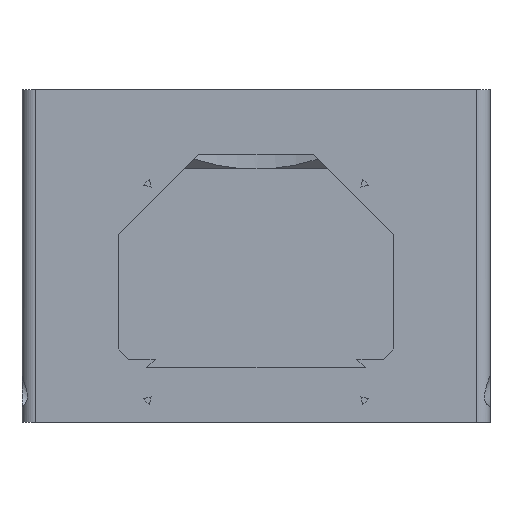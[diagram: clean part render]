
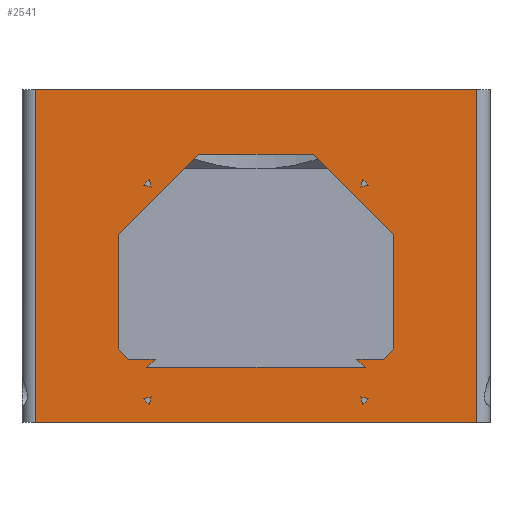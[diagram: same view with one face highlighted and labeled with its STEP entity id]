
A CAD part, front view. The second image highlights one B-rep face of the part: STEP entity #2541.
In plain terms, the highlighted planar face has unit normal (0, -1, 0).
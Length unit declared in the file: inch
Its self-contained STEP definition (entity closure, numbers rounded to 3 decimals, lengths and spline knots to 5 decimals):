
#63=FACE_BOUND('',#383,.T.);
#64=FACE_BOUND('',#384,.T.);
#65=FACE_BOUND('',#385,.T.);
#66=FACE_BOUND('',#386,.T.);
#67=FACE_BOUND('',#387,.T.);
#123=PLANE('',#2753);
#233=FACE_OUTER_BOUND('',#382,.T.);
#382=EDGE_LOOP('',(#1927,#1928,#1929,#1930));
#383=EDGE_LOOP('',(#1931,#1932,#1933));
#384=EDGE_LOOP('',(#1934,#1935,#1936));
#385=EDGE_LOOP('',(#1937,#1938,#1939));
#386=EDGE_LOOP('',(#1940,#1941,#1942));
#387=EDGE_LOOP('',(#1943,#1944,#1945,#1946,#1947,#1948,#1949,#1950,#1951,
#1952,#1953,#1954));
#546=LINE('',#3898,#798);
#554=LINE('',#3936,#806);
#593=LINE('',#4039,#845);
#594=LINE('',#4040,#846);
#595=LINE('',#4043,#847);
#596=LINE('',#4045,#848);
#597=LINE('',#4046,#849);
#598=LINE('',#4049,#850);
#599=LINE('',#4051,#851);
#600=LINE('',#4052,#852);
#601=LINE('',#4055,#853);
#602=LINE('',#4057,#854);
#603=LINE('',#4058,#855);
#604=LINE('',#4061,#856);
#605=LINE('',#4063,#857);
#606=LINE('',#4064,#858);
#607=LINE('',#4067,#859);
#608=LINE('',#4069,#860);
#609=LINE('',#4071,#861);
#610=LINE('',#4073,#862);
#611=LINE('',#4075,#863);
#612=LINE('',#4077,#864);
#613=LINE('',#4079,#865);
#614=LINE('',#4081,#866);
#615=LINE('',#4083,#867);
#616=LINE('',#4085,#868);
#617=LINE('',#4087,#869);
#618=LINE('',#4088,#870);
#798=VECTOR('',#3099,0.3937);
#806=VECTOR('',#3135,0.3937);
#845=VECTOR('',#3226,0.3937);
#846=VECTOR('',#3227,0.3937);
#847=VECTOR('',#3228,0.3937);
#848=VECTOR('',#3229,0.3937);
#849=VECTOR('',#3230,0.3937);
#850=VECTOR('',#3231,0.3937);
#851=VECTOR('',#3232,0.3937);
#852=VECTOR('',#3233,0.3937);
#853=VECTOR('',#3234,0.3937);
#854=VECTOR('',#3235,0.3937);
#855=VECTOR('',#3236,0.3937);
#856=VECTOR('',#3237,0.3937);
#857=VECTOR('',#3238,0.3937);
#858=VECTOR('',#3239,0.3937);
#859=VECTOR('',#3240,0.3937);
#860=VECTOR('',#3241,0.3937);
#861=VECTOR('',#3242,0.3937);
#862=VECTOR('',#3243,0.3937);
#863=VECTOR('',#3244,0.3937);
#864=VECTOR('',#3245,0.3937);
#865=VECTOR('',#3246,0.3937);
#866=VECTOR('',#3247,0.3937);
#867=VECTOR('',#3248,0.3937);
#868=VECTOR('',#3249,0.3937);
#869=VECTOR('',#3250,0.3937);
#870=VECTOR('',#3251,0.3937);
#1123=VERTEX_POINT('',#3895);
#1124=VERTEX_POINT('',#3897);
#1140=VERTEX_POINT('',#3935);
#1178=VERTEX_POINT('',#4038);
#1179=VERTEX_POINT('',#4041);
#1180=VERTEX_POINT('',#4042);
#1181=VERTEX_POINT('',#4044);
#1182=VERTEX_POINT('',#4047);
#1183=VERTEX_POINT('',#4048);
#1184=VERTEX_POINT('',#4050);
#1185=VERTEX_POINT('',#4053);
#1186=VERTEX_POINT('',#4054);
#1187=VERTEX_POINT('',#4056);
#1188=VERTEX_POINT('',#4059);
#1189=VERTEX_POINT('',#4060);
#1190=VERTEX_POINT('',#4062);
#1191=VERTEX_POINT('',#4065);
#1192=VERTEX_POINT('',#4066);
#1193=VERTEX_POINT('',#4068);
#1194=VERTEX_POINT('',#4070);
#1195=VERTEX_POINT('',#4072);
#1196=VERTEX_POINT('',#4074);
#1197=VERTEX_POINT('',#4076);
#1198=VERTEX_POINT('',#4078);
#1199=VERTEX_POINT('',#4080);
#1200=VERTEX_POINT('',#4082);
#1201=VERTEX_POINT('',#4084);
#1202=VERTEX_POINT('',#4086);
#1389=EDGE_CURVE('',#1123,#1124,#546,.T.);
#1406=EDGE_CURVE('',#1124,#1140,#554,.T.);
#1459=EDGE_CURVE('',#1123,#1178,#593,.T.);
#1460=EDGE_CURVE('',#1140,#1178,#594,.T.);
#1461=EDGE_CURVE('',#1179,#1180,#595,.T.);
#1462=EDGE_CURVE('',#1180,#1181,#596,.T.);
#1463=EDGE_CURVE('',#1181,#1179,#597,.T.);
#1464=EDGE_CURVE('',#1182,#1183,#598,.T.);
#1465=EDGE_CURVE('',#1183,#1184,#599,.T.);
#1466=EDGE_CURVE('',#1184,#1182,#600,.T.);
#1467=EDGE_CURVE('',#1185,#1186,#601,.T.);
#1468=EDGE_CURVE('',#1186,#1187,#602,.T.);
#1469=EDGE_CURVE('',#1187,#1185,#603,.T.);
#1470=EDGE_CURVE('',#1188,#1189,#604,.T.);
#1471=EDGE_CURVE('',#1189,#1190,#605,.T.);
#1472=EDGE_CURVE('',#1190,#1188,#606,.T.);
#1473=EDGE_CURVE('',#1191,#1192,#607,.T.);
#1474=EDGE_CURVE('',#1192,#1193,#608,.T.);
#1475=EDGE_CURVE('',#1193,#1194,#609,.T.);
#1476=EDGE_CURVE('',#1194,#1195,#610,.T.);
#1477=EDGE_CURVE('',#1195,#1196,#611,.T.);
#1478=EDGE_CURVE('',#1196,#1197,#612,.T.);
#1479=EDGE_CURVE('',#1197,#1198,#613,.T.);
#1480=EDGE_CURVE('',#1198,#1199,#614,.T.);
#1481=EDGE_CURVE('',#1199,#1200,#615,.T.);
#1482=EDGE_CURVE('',#1200,#1201,#616,.T.);
#1483=EDGE_CURVE('',#1201,#1202,#617,.T.);
#1484=EDGE_CURVE('',#1202,#1191,#618,.T.);
#1927=ORIENTED_EDGE('',*,*,#1406,.F.);
#1928=ORIENTED_EDGE('',*,*,#1389,.F.);
#1929=ORIENTED_EDGE('',*,*,#1459,.T.);
#1930=ORIENTED_EDGE('',*,*,#1460,.F.);
#1931=ORIENTED_EDGE('',*,*,#1461,.T.);
#1932=ORIENTED_EDGE('',*,*,#1462,.T.);
#1933=ORIENTED_EDGE('',*,*,#1463,.T.);
#1934=ORIENTED_EDGE('',*,*,#1464,.T.);
#1935=ORIENTED_EDGE('',*,*,#1465,.T.);
#1936=ORIENTED_EDGE('',*,*,#1466,.T.);
#1937=ORIENTED_EDGE('',*,*,#1467,.T.);
#1938=ORIENTED_EDGE('',*,*,#1468,.T.);
#1939=ORIENTED_EDGE('',*,*,#1469,.T.);
#1940=ORIENTED_EDGE('',*,*,#1470,.T.);
#1941=ORIENTED_EDGE('',*,*,#1471,.T.);
#1942=ORIENTED_EDGE('',*,*,#1472,.T.);
#1943=ORIENTED_EDGE('',*,*,#1473,.T.);
#1944=ORIENTED_EDGE('',*,*,#1474,.T.);
#1945=ORIENTED_EDGE('',*,*,#1475,.T.);
#1946=ORIENTED_EDGE('',*,*,#1476,.T.);
#1947=ORIENTED_EDGE('',*,*,#1477,.T.);
#1948=ORIENTED_EDGE('',*,*,#1478,.T.);
#1949=ORIENTED_EDGE('',*,*,#1479,.T.);
#1950=ORIENTED_EDGE('',*,*,#1480,.T.);
#1951=ORIENTED_EDGE('',*,*,#1481,.T.);
#1952=ORIENTED_EDGE('',*,*,#1482,.T.);
#1953=ORIENTED_EDGE('',*,*,#1483,.T.);
#1954=ORIENTED_EDGE('',*,*,#1484,.T.);
#2541=ADVANCED_FACE('',(#233,#63,#64,#65,#66,#67),#123,.T.);
#2753=AXIS2_PLACEMENT_3D('',#4037,#3224,#3225);
#3099=DIRECTION('',(0.,0.,-1.));
#3135=DIRECTION('',(-1.,0.,0.));
#3224=DIRECTION('center_axis',(0.,-1.,0.));
#3225=DIRECTION('ref_axis',(-1.,0.,0.));
#3226=DIRECTION('',(-1.,0.,0.));
#3227=DIRECTION('',(0.,0.,1.));
#3228=DIRECTION('',(-0.259,0.,-0.966));
#3229=DIRECTION('',(-0.707,0.,0.707));
#3230=DIRECTION('',(0.966,0.,0.259));
#3231=DIRECTION('',(0.966,0.,-0.259));
#3232=DIRECTION('',(-0.707,0.,-0.707));
#3233=DIRECTION('',(-0.259,0.,0.966));
#3234=DIRECTION('',(-0.966,0.,0.259));
#3235=DIRECTION('',(0.707,0.,0.707));
#3236=DIRECTION('',(0.259,0.,-0.966));
#3237=DIRECTION('',(0.259,0.,0.966));
#3238=DIRECTION('',(0.707,0.,-0.707));
#3239=DIRECTION('',(-0.966,0.,-0.259));
#3240=DIRECTION('',(0.707,0.,0.707));
#3241=DIRECTION('',(-1.,0.,0.));
#3242=DIRECTION('',(-0.707,0.,0.707));
#3243=DIRECTION('',(0.,0.,1.));
#3244=DIRECTION('',(0.707,0.,0.707));
#3245=DIRECTION('',(1.,0.,0.));
#3246=DIRECTION('',(0.707,0.,-0.707));
#3247=DIRECTION('',(0.,0.,-1.));
#3248=DIRECTION('',(-0.707,0.,-0.707));
#3249=DIRECTION('',(-1.,0.,0.));
#3250=DIRECTION('',(0.707,0.,-0.707));
#3251=DIRECTION('',(-1.,0.,0.));
#3895=CARTESIAN_POINT('',(3.14961,-3.34646,-0.86835));
#3897=CARTESIAN_POINT('',(3.14961,-3.34646,-5.62943));
#3898=CARTESIAN_POINT('',(3.14961,-3.34646,-0.86835));
#3935=CARTESIAN_POINT('',(-3.14961,-3.34646,-5.62943));
#3936=CARTESIAN_POINT('',(1.67323,-3.34646,-5.62943));
#4037=CARTESIAN_POINT('Origin',(3.34646,-3.34646,-0.86835));
#4038=CARTESIAN_POINT('',(-3.14961,-3.34646,-0.86835));
#4039=CARTESIAN_POINT('',(3.34646,-3.34646,-0.86835));
#4040=CARTESIAN_POINT('',(-3.14961,-3.34646,-0.86835));
#4041=CARTESIAN_POINT('',(-1.49912,-3.34646,-5.26257));
#4042=CARTESIAN_POINT('',(-1.52824,-3.34646,-5.37125));
#4043=CARTESIAN_POINT('',(-0.78755,-3.34646,-2.60694));
#4044=CARTESIAN_POINT('',(-1.6078,-3.34646,-5.29169));
#4045=CARTESIAN_POINT('',(-1.43529,-3.34646,-5.4642));
#4046=CARTESIAN_POINT('',(1.25631,-3.34646,-4.52425));
#4047=CARTESIAN_POINT('',(1.49912,-3.34646,-5.26257));
#4048=CARTESIAN_POINT('',(1.6078,-3.34646,-5.29169));
#4049=CARTESIAN_POINT('',(1.81164,-3.34646,-5.34631));
#4050=CARTESIAN_POINT('',(1.52824,-3.34646,-5.37125));
#4051=CARTESIAN_POINT('',(3.1483,-3.34646,-3.75119));
#4052=CARTESIAN_POINT('',(1.02628,-3.34646,-3.49789));
#4053=CARTESIAN_POINT('',(-1.49912,-3.34646,-2.26432));
#4054=CARTESIAN_POINT('',(-1.6078,-3.34646,-2.2352));
#4055=CARTESIAN_POINT('',(0.58687,-3.34646,-2.82327));
#4056=CARTESIAN_POINT('',(-1.52824,-3.34646,-2.15564));
#4057=CARTESIAN_POINT('',(-0.02752,-3.34646,-0.65492));
#4058=CARTESIAN_POINT('',(-1.52588,-3.34646,-2.16445));
#4059=CARTESIAN_POINT('',(1.49912,-3.34646,-2.26432));
#4060=CARTESIAN_POINT('',(1.52824,-3.34646,-2.15564));
#4061=CARTESIAN_POINT('',(1.73549,-3.34646,-1.38217));
#4062=CARTESIAN_POINT('',(1.6078,-3.34646,-2.2352));
#4063=CARTESIAN_POINT('',(1.66097,-3.34646,-2.28837));
#4064=CARTESIAN_POINT('',(2.58975,-3.34646,-1.97209));
#4065=CARTESIAN_POINT('',(-1.56103,-3.34646,-4.84203));
#4066=CARTESIAN_POINT('',(-1.44292,-3.34646,-4.72392));
#4067=CARTESIAN_POINT('',(0.65926,-3.34646,-2.62173));
#4068=CARTESIAN_POINT('',(-1.82342,-3.34646,-4.72392));
#4069=CARTESIAN_POINT('',(2.58494,-3.34646,-4.72392));
#4070=CARTESIAN_POINT('',(-1.9685,-3.34646,-4.57883));
#4071=CARTESIAN_POINT('',(-1.49484,-3.34646,-5.05249));
#4072=CARTESIAN_POINT('',(-1.9685,-3.34646,-2.94807));
#4073=CARTESIAN_POINT('',(-1.9685,-3.34646,-2.72359));
#4074=CARTESIAN_POINT('',(-0.81538,-3.34646,-1.79494));
#4075=CARTESIAN_POINT('',(-0.11983,-3.34646,-1.0994));
#4076=CARTESIAN_POINT('',(0.81538,-3.34646,-1.79494));
#4077=CARTESIAN_POINT('',(1.26554,-3.34646,-1.79494));
#4078=CARTESIAN_POINT('',(1.9685,-3.34646,-2.94807));
#4079=CARTESIAN_POINT('',(1.2165,-3.34646,-2.19606));
#4080=CARTESIAN_POINT('',(1.9685,-3.34646,-4.57883));
#4081=CARTESIAN_POINT('',(1.9685,-3.34646,-1.90821));
#4082=CARTESIAN_POINT('',(1.82342,-3.34646,-4.72392));
#4083=CARTESIAN_POINT('',(3.24061,-3.34646,-3.30672));
#4084=CARTESIAN_POINT('',(1.4429,-3.34646,-4.72392));
#4085=CARTESIAN_POINT('',(2.58494,-3.34646,-4.72392));
#4086=CARTESIAN_POINT('',(1.56101,-3.34646,-4.84203));
#4087=CARTESIAN_POINT('',(0.9549,-3.34646,-4.23591));
#4088=CARTESIAN_POINT('',(2.45374,-3.34646,-4.84203));
